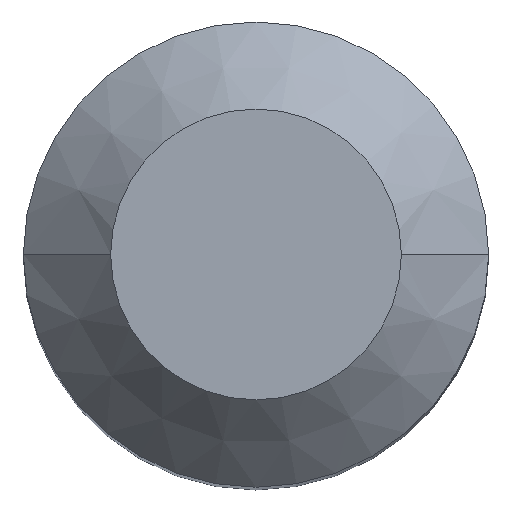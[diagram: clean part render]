
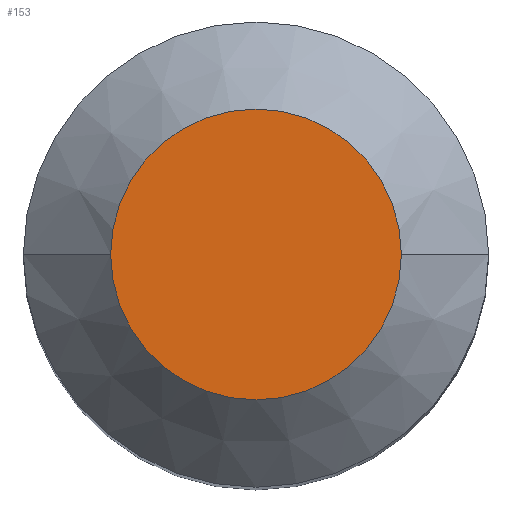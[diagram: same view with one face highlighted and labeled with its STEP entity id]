
A CAD part, top view. The second image highlights one B-rep face of the part: STEP entity #153.
In plain terms, the highlighted planar face has unit normal (0, 0, 1).
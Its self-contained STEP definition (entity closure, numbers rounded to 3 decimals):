
#1 = CIRCLE ( 'NONE', #333, 2.5 ) ;
#5 = DIRECTION ( 'NONE',  ( 0., 0., 1. ) ) ;
#31 = ORIENTED_EDGE ( 'NONE', *, *, #206, .T. ) ;
#34 = CARTESIAN_POINT ( 'NONE',  ( 0., 0., 30. ) ) ;
#40 = DIRECTION ( 'NONE',  ( 1., 0., 0. ) ) ;
#61 = DIRECTION ( 'NONE',  ( 0., 0., 1. ) ) ;
#65 = CARTESIAN_POINT ( 'NONE',  ( 0., 0., 30. ) ) ;
#66 = DIRECTION ( 'NONE',  ( 0., 0., 1. ) ) ;
#111 = ORIENTED_EDGE ( 'NONE', *, *, #129, .T. ) ;
#114 = AXIS2_PLACEMENT_3D ( 'NONE', #65, #66, #287 ) ;
#129 = EDGE_CURVE ( 'NONE', #164, #130, #1, .T. ) ;
#130 = VERTEX_POINT ( 'NONE', #311 ) ;
#153 = ADVANCED_FACE ( 'NONE', ( #223 ), #227, .T. ) ;
#164 = VERTEX_POINT ( 'NONE', #309 ) ;
#206 = EDGE_CURVE ( 'NONE', #130, #164, #327, .T. ) ;
#207 = EDGE_LOOP ( 'NONE', ( #31, #111 ) ) ;
#222 = DIRECTION ( 'NONE',  ( 1., 0., 0. ) ) ;
#223 = FACE_OUTER_BOUND ( 'NONE', #207, .T. ) ;
#227 = PLANE ( 'NONE',  #114 ) ;
#287 = DIRECTION ( 'NONE',  ( 1., 0., 0. ) ) ;
#294 = AXIS2_PLACEMENT_3D ( 'NONE', #307, #5, #40 ) ;
#307 = CARTESIAN_POINT ( 'NONE',  ( 0., 0., 30. ) ) ;
#309 = CARTESIAN_POINT ( 'NONE',  ( 2.5, 0., 30. ) ) ;
#311 = CARTESIAN_POINT ( 'NONE',  ( -2.5, 0., 30. ) ) ;
#327 = CIRCLE ( 'NONE', #294, 2.5 ) ;
#333 = AXIS2_PLACEMENT_3D ( 'NONE', #34, #61, #222 ) ;
